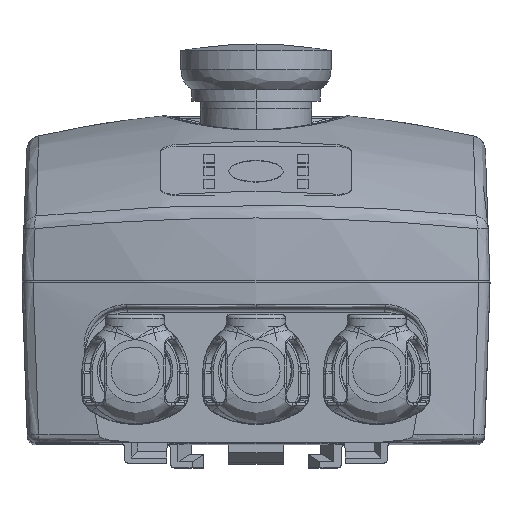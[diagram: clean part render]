
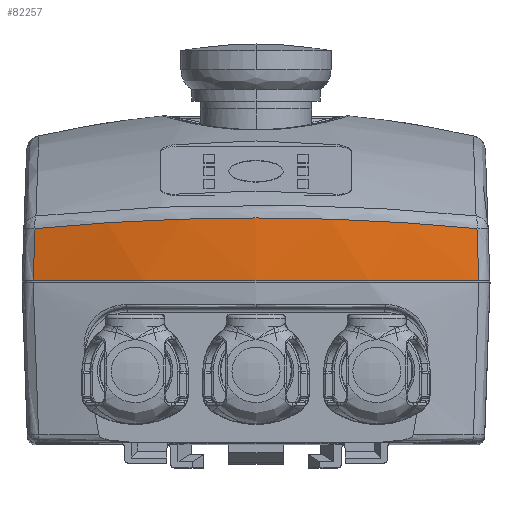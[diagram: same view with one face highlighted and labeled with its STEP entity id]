
A CAD part, top view. The second image highlights one B-rep face of the part: STEP entity #82257.
In plain terms, the highlighted conical face has half-angle 2 degrees and reference radius 199.986 mm.
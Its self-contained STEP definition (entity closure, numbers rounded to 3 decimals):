
#13508 = EDGE_LOOP ( 'NONE', ( #27409, #27417, #27244, #27471, #27479 ) ) ;
#14645 = FACE_OUTER_BOUND ( 'NONE', #13508, .T. ) ;
#14647 = CONICAL_SURFACE ( 'NONE', #65999, 199.986, 0.035 ) ;
#19181 = VERTEX_POINT ( 'NONE', #74174 ) ;
#19182 = VERTEX_POINT ( 'NONE', #74175 ) ;
#27244 = ORIENTED_EDGE ( 'NONE', *, *, #34501, .T. ) ;
#27409 = ORIENTED_EDGE ( 'NONE', *, *, #34267, .T. ) ;
#27417 = ORIENTED_EDGE ( 'NONE', *, *, #34266, .F. ) ;
#27471 = ORIENTED_EDGE ( 'NONE', *, *, #34502, .T. ) ;
#27479 = ORIENTED_EDGE ( 'NONE', *, *, #34268, .T. ) ;
#30868 = CARTESIAN_POINT ( 'NONE',  ( -56.655, 13.618, 88.517 ) ) ;
#30879 = CARTESIAN_POINT ( 'NONE',  ( 0., 16.339, 96.635 ) ) ;
#30883 = CARTESIAN_POINT ( 'NONE',  ( 56.655, 13.618, 88.517 ) ) ;
#31200 = CARTESIAN_POINT ( 'NONE',  ( 56.655, 13.618, 88.517 ) ) ;
#31210 = CARTESIAN_POINT ( 'NONE',  ( 56.814, 9.146, 88.633 ) ) ;
#31237 = CARTESIAN_POINT ( 'NONE',  ( 56.972, 4.673, 88.749 ) ) ;
#31239 = CARTESIAN_POINT ( 'NONE',  ( 57.13, 0.2, 88.864 ) ) ;
#31241 = CARTESIAN_POINT ( 'NONE',  ( -56.813, 9.146, 88.633 ) ) ;
#31243 = CARTESIAN_POINT ( 'NONE',  ( -56.655, 13.618, 88.517 ) ) ;
#31246 = CARTESIAN_POINT ( 'NONE',  ( 0., 0.2, -102.788 ) ) ;
#31248 = DIRECTION ( 'NONE',  ( 0., 1., 0. ) ) ;
#31249 = DIRECTION ( 'NONE',  ( 1., 0., 0. ) ) ;
#31253 = CARTESIAN_POINT ( 'NONE',  ( -56.972, 4.673, 88.749 ) ) ;
#31255 = CARTESIAN_POINT ( 'NONE',  ( -57.13, 0.2, 88.864 ) ) ;
#33491 = VERTEX_POINT ( 'NONE', #30868 ) ;
#33503 = VERTEX_POINT ( 'NONE', #30879 ) ;
#33507 = VERTEX_POINT ( 'NONE', #30883 ) ;
#34266 = EDGE_CURVE ( 'NONE', #33507, #19181, #89334, .T. ) ;
#34267 = EDGE_CURVE ( 'NONE', #19182, #19181, #38033, .T. ) ;
#34268 = EDGE_CURVE ( 'NONE', #33491, #19182, #89337, .T. ) ;
#34501 = EDGE_CURVE ( 'NONE', #33507, #33503, #89560, .T. ) ;
#34502 = EDGE_CURVE ( 'NONE', #33503, #33491, #89562, .T. ) ;
#38033 = CIRCLE ( 'NONE', #48375, 199.986 ) ;
#48375 = AXIS2_PLACEMENT_3D ( 'NONE', #31246, #31248, #31249 ) ;
#64152 = DIRECTION ( 'NONE',  ( 1., 0., 0. ) ) ;
#64154 = DIRECTION ( 'NONE',  ( 0., -1., 0. ) ) ;
#64177 = CARTESIAN_POINT ( 'NONE',  ( 0., 0.2, -102.788 ) ) ;
#65999 = AXIS2_PLACEMENT_3D ( 'NONE', #64177, #64154, #64152 ) ;
#67157 = CARTESIAN_POINT ( 'NONE',  ( 56.655, 13.618, 88.517 ) ) ;
#67158 = CARTESIAN_POINT ( 'NONE',  ( 52.107, 14.074, 89.847 ) ) ;
#67160 = CARTESIAN_POINT ( 'NONE',  ( 0., 16.339, 96.635 ) ) ;
#67161 = CARTESIAN_POINT ( 'NONE',  ( -4.81, 16.339, 96.635 ) ) ;
#67162 = CARTESIAN_POINT ( 'NONE',  ( 47.487, 14.472, 91.024 ) ) ;
#67163 = CARTESIAN_POINT ( 'NONE',  ( 40.467, 14.984, 92.549 ) ) ;
#67164 = CARTESIAN_POINT ( 'NONE',  ( 38.112, 15.141, 93.016 ) ) ;
#67165 = CARTESIAN_POINT ( 'NONE',  ( 34.559, 15.354, 93.656 ) ) ;
#67166 = CARTESIAN_POINT ( 'NONE',  ( 32.777, 15.455, 93.96 ) ) ;
#67167 = CARTESIAN_POINT ( 'NONE',  ( 30.689, 15.564, 94.288 ) ) ;
#67168 = CARTESIAN_POINT ( 'NONE',  ( 29.644, 15.616, 94.445 ) ) ;
#67169 = CARTESIAN_POINT ( 'NONE',  ( 29.12, 15.642, 94.522 ) ) ;
#67170 = CARTESIAN_POINT ( 'NONE',  ( 28.896, 15.653, 94.554 ) ) ;
#67171 = CARTESIAN_POINT ( 'NONE',  ( 28.746, 15.66, 94.576 ) ) ;
#67172 = CARTESIAN_POINT ( 'NONE',  ( 28.67, 15.663, 94.587 ) ) ;
#67173 = CARTESIAN_POINT ( 'NONE',  ( 19.16, 16.115, 95.949 ) ) ;
#67174 = CARTESIAN_POINT ( 'NONE',  ( 9.597, 16.339, 96.635 ) ) ;
#67175 = CARTESIAN_POINT ( 'NONE',  ( 0., 16.339, 96.635 ) ) ;
#67178 = CARTESIAN_POINT ( 'NONE',  ( -9.612, 16.283, 96.462 ) ) ;
#67179 = CARTESIAN_POINT ( 'NONE',  ( -16.785, 16.114, 95.949 ) ) ;
#67180 = CARTESIAN_POINT ( 'NONE',  ( -19.171, 16.044, 95.736 ) ) ;
#67181 = CARTESIAN_POINT ( 'NONE',  ( -22.74, 15.917, 95.352 ) ) ;
#67182 = CARTESIAN_POINT ( 'NONE',  ( -24.522, 15.848, 95.145 ) ) ;
#67183 = CARTESIAN_POINT ( 'NONE',  ( -26.596, 15.759, 94.875 ) ) ;
#67184 = CARTESIAN_POINT ( 'NONE',  ( -27.632, 15.712, 94.733 ) ) ;
#67185 = CARTESIAN_POINT ( 'NONE',  ( -28.076, 15.691, 94.671 ) ) ;
#67186 = CARTESIAN_POINT ( 'NONE',  ( -28.371, 15.678, 94.63 ) ) ;
#67187 = CARTESIAN_POINT ( 'NONE',  ( -28.518, 15.671, 94.609 ) ) ;
#67188 = CARTESIAN_POINT ( 'NONE',  ( -38.223, 15.209, 93.215 ) ) ;
#67189 = CARTESIAN_POINT ( 'NONE',  ( -47.58, 14.527, 91.171 ) ) ;
#67190 = CARTESIAN_POINT ( 'NONE',  ( -56.655, 13.618, 88.517 ) ) ;
#74174 = CARTESIAN_POINT ( 'NONE',  ( 57.13, 0.2, 88.864 ) ) ;
#74175 = CARTESIAN_POINT ( 'NONE',  ( -57.13, 0.2, 88.864 ) ) ;
#82257 = ADVANCED_FACE ( 'NONE', ( #14645 ), #14647, .T. ) ;
#89334 = B_SPLINE_CURVE_WITH_KNOTS ( 'NONE', 3,
 ( #31200, #31210, #31237, #31239 ),
 .UNSPECIFIED., .F., .F.,
 ( 4, 4 ),
 ( 0., 1. ),
 .UNSPECIFIED. ) ;
#89337 = B_SPLINE_CURVE_WITH_KNOTS ( 'NONE', 3,
 ( #31243, #31241, #31253, #31255 ),
 .UNSPECIFIED., .F., .F.,
 ( 4, 4 ),
 ( 0., 1. ),
 .UNSPECIFIED. ) ;
#89560 = B_SPLINE_CURVE_WITH_KNOTS ( 'NONE', 3,
 ( #67157, #67158, #67162, #67163, #67164, #67165, #67166, #67167, #67168, #67169, #67170, #67171, #67172, #67173, #67174, #67175 ),
 .UNSPECIFIED., .F., .F.,
 ( 4, 2, 2, 1, 1, 1, 1, 2, 2, 4 ),
 ( 0., 0.25, 0.375, 0.437, 0.469, 0.484, 0.492, 0.496, 0.5, 1. ),
 .UNSPECIFIED. ) ;
#89562 = B_SPLINE_CURVE_WITH_KNOTS ( 'NONE', 3,
 ( #67160, #67161, #67178, #67179, #67180, #67181, #67182, #67183, #67184, #67185, #67186, #67187, #67188, #67189, #67190 ),
 .UNSPECIFIED., .F., .F.,
 ( 4, 2, 2, 1, 1, 1, 2, 2, 4 ),
 ( 0., 0.25, 0.375, 0.437, 0.469, 0.484, 0.492, 0.5, 1. ),
 .UNSPECIFIED. ) ;
